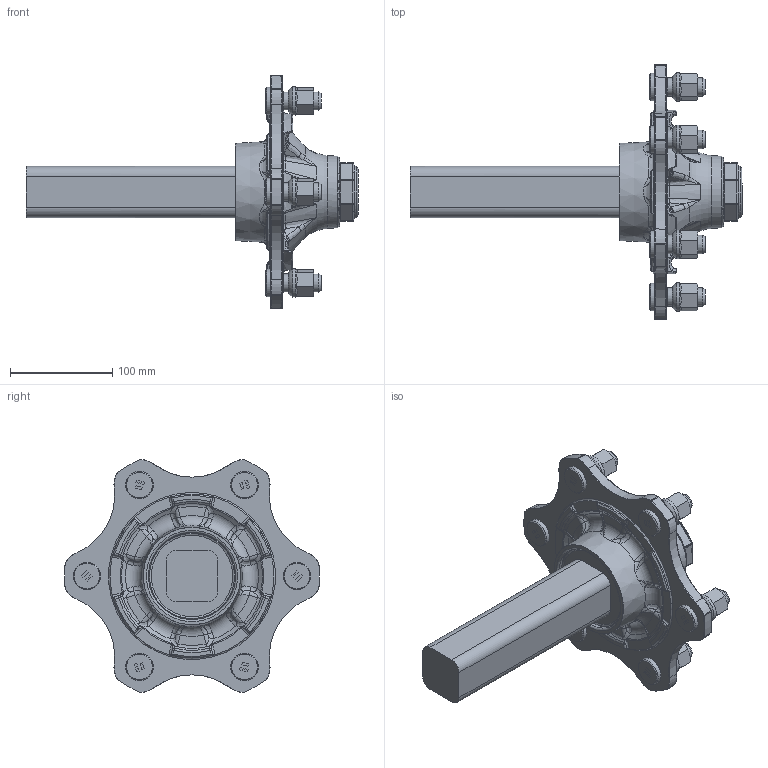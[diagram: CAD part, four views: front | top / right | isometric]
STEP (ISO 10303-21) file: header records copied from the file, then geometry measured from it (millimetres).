
FILE_DESCRIPTION(/* description */ (''),/* implementation_level */ '2;1');
FILE_NAME(/* name */ 'S50JA600022_Shrinkwrap_1.stp',/* time_stamp */ '2015-07-06T13:49:27+02:00',/* author */ ('work81'),/* organization */ (''),/* preprocessor_version */ 'ST-DEVELOPER v15.2',/* originating_system */ 'Autodesk Inventor 2014',/* authorisation */ '');
FILE_SCHEMA (('AUTOMOTIVE_DESIGN { 1 0 10303 214 3 1 1 }'));
Products named in the file (1): S50JA600022_Shrinkwrap_1
Bounding box: 323.95 x 248.71 x 227.34 mm (x, y, z)
Volume: 1672927.8 mm3; surface area: 269968.9 mm2
Topology: 1 solids, 7 shells, 3160 faces, 9082 edges, 5509 vertices
Faces by surface type: cylinder 1042, plane 870, bspline 553, torus 345, cone 295, sphere 55
Full cylindrical faces by diameter (mm): 3 x3, 4.5 x4, 18 x18, 18.5 x6, 21 x1, 23 x1, 24.835 x1, 27 x7, 28 x7, 30 x2, 32 x1, 33 x1, 34 x1, 42 x1, 43 x1, 44.85 x1, 45 x1, 46 x1, 49 x1, 50 x1, 60 x1, 60.7 x1, 62 x2, 62.3 x1, 65 x1, 72 x1, 85 x3
Entity records: 123648 total; most frequent: CARTESIAN_POINT 45264, ORIENTED_EDGE 17476, DIRECTION 14199, EDGE_CURVE 8690, AXIS2_PLACEMENT_3D 5775, VERTEX_POINT 5416, EDGE_LOOP 3466, STYLED_ITEM 3158
